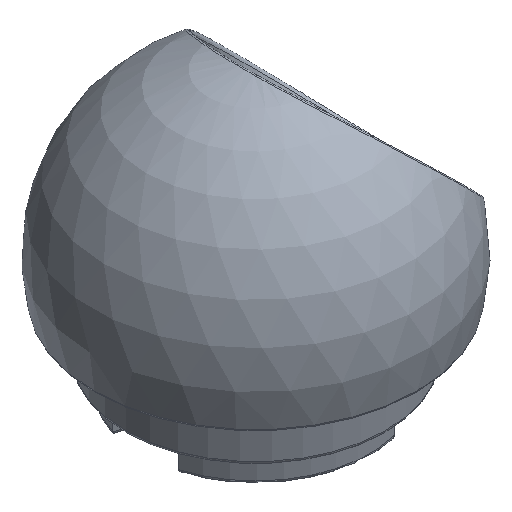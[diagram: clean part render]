
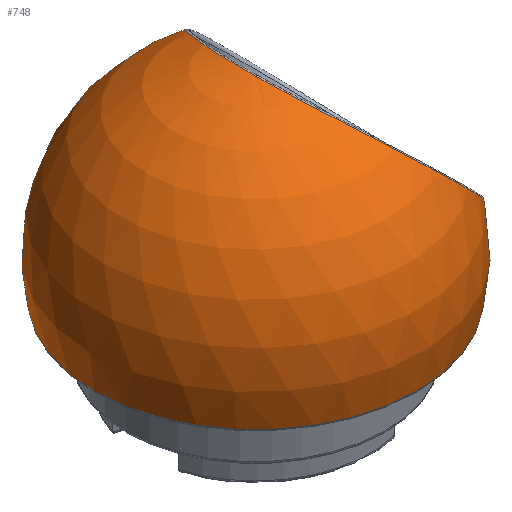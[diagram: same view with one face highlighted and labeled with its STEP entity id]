
A CAD part, isometric view. The second image highlights one B-rep face of the part: STEP entity #748.
In plain terms, the highlighted spherical face has radius 10.837 mm.
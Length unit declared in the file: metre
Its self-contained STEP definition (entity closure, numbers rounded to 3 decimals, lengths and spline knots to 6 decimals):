
#39=B_SPLINE_CURVE_WITH_KNOTS('',3,(#1188,#1189,#1190,#1191,#1192,#1193,
#1194,#1195,#1196,#1197,#1198,#1199,#1200,#1201,#1202,#1203,#1204,#1205),
 .UNSPECIFIED.,.T.,.F.,(1,1,1,1,1,1,1,1,1,1,1,1,1,1,1,1,1,1,1,1,1,1),(-0.009429,
-0.006286,-0.003143,0.,0.003143,0.006286,
0.009429,0.012573,0.015716,0.018859,
0.022002,0.025145,0.031431,0.034574,
0.037718,0.040861,0.044004,0.047147,
0.05029,0.053433,0.056576,0.059719),
 .UNSPECIFIED.);
#59=SPHERICAL_SURFACE('',#830,0.010837);
#91=CIRCLE('',#831,0.010538);
#144=ORIENTED_EDGE('',*,*,#350,.T.);
#145=ORIENTED_EDGE('',*,*,#351,.T.);
#350=EDGE_CURVE('',#453,#453,#39,.T.);
#351=EDGE_CURVE('',#454,#454,#91,.T.);
#453=VERTEX_POINT('',#1206);
#454=VERTEX_POINT('',#1208);
#577=EDGE_LOOP('',(#144));
#578=EDGE_LOOP('',(#145));
#653=FACE_BOUND('',#577,.T.);
#654=FACE_BOUND('',#578,.T.);
#748=ADVANCED_FACE('',(#653,#654),#59,.T.);
#830=AXIS2_PLACEMENT_3D('',#1187,#953,#954);
#831=AXIS2_PLACEMENT_3D('',#1207,#955,#956);
#953=DIRECTION('',(0.,0.,1.));
#954=DIRECTION('',(1.,0.,0.));
#955=DIRECTION('',(0.,0.,1.));
#956=DIRECTION('',(1.,0.,0.));
#1187=CARTESIAN_POINT('',(0.,0.,0.00798));
#1188=CARTESIAN_POINT('',(0.010232,-0.004006,0.008181));
#1189=CARTESIAN_POINT('',(0.008769,-0.006391,0.009731));
#1190=CARTESIAN_POINT('',(0.006764,-0.007772,0.011802));
#1191=CARTESIAN_POINT('',(0.004516,-0.007979,0.014038));
#1192=CARTESIAN_POINT('',(0.002314,-0.007011,0.01612));
#1193=CARTESIAN_POINT('',(0.000468,-0.004998,0.017756));
#1194=CARTESIAN_POINT('',(-0.000702,-0.002195,0.018726));
#1195=CARTESIAN_POINT('',(-0.000905,0.00099,0.018887));
#1196=CARTESIAN_POINT('',(-0.000081,0.003995,0.018218));
#1197=CARTESIAN_POINT('',(0.002104,0.007159,0.016335));
#1198=CARTESIAN_POINT('',(0.005216,0.00831,0.013374));
#1199=CARTESIAN_POINT('',(0.008052,0.007048,0.010478));
#1200=CARTESIAN_POINT('',(0.009747,0.005025,0.008699));
#1201=CARTESIAN_POINT('',(0.010761,0.002202,0.007614));
#1202=CARTESIAN_POINT('',(0.010932,-0.000986,0.00743));
#1203=CARTESIAN_POINT('',(0.010232,-0.004006,0.008181));
#1204=CARTESIAN_POINT('',(0.008769,-0.006391,0.009731));
#1205=CARTESIAN_POINT('',(0.006764,-0.007772,0.011802));
#1206=CARTESIAN_POINT('',(0.008679,-0.006224,0.009818));
#1207=CARTESIAN_POINT('',(0.,0.,0.005453));
#1208=CARTESIAN_POINT('',(0.010538,0.,0.005453));
